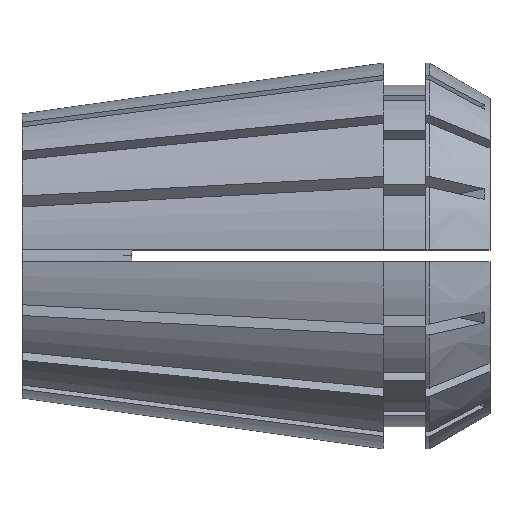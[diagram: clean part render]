
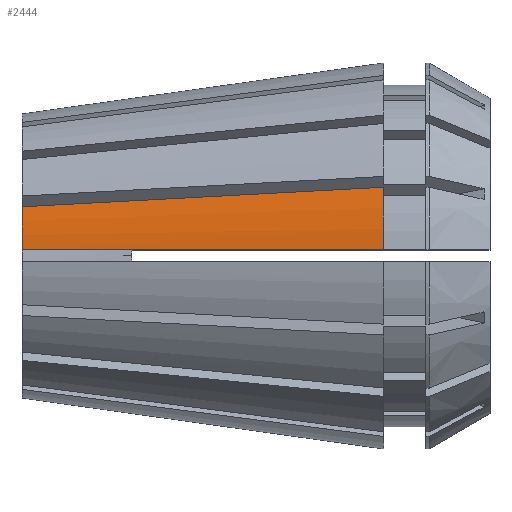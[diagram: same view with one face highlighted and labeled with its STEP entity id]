
A CAD part, top view. The second image highlights one B-rep face of the part: STEP entity #2444.
In plain terms, the highlighted conical face has half-angle 8 degrees and reference radius 16.5 mm.
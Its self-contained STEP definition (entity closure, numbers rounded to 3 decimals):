
#285 = CARTESIAN_POINT ( 'NONE',  ( 27.645, 5.674, 15.006 ) ) ;
#287 = CARTESIAN_POINT ( 'NONE',  ( 30.9, 5.85, 15.429 ) ) ;
#479 = AXIS2_PLACEMENT_3D ( 'NONE', #4618, #2043, #5021 ) ;
#491 = CARTESIAN_POINT ( 'NONE',  ( 27.548, 0.5, 16.021 ) ) ;
#532 = CARTESIAN_POINT ( 'NONE',  ( 1.268, 0.5, 12.326 ) ) ;
#553 = CARTESIAN_POINT ( 'NONE',  ( 2.537, 0.5, 12.504 ) ) ;
#624 = CARTESIAN_POINT ( 'NONE',  ( 30.9, 0.5, 16.493 ) ) ;
#724 = CIRCLE ( 'NONE', #3923, 16.5 ) ;
#844 = EDGE_CURVE ( 'NONE', #4579, #3522, #2079, .T. ) ;
#1018 = DIRECTION ( 'NONE',  ( -1., 0., 0. ) ) ;
#1060 = EDGE_CURVE ( 'NONE', #4474, #3941, #3853, .T. ) ;
#1182 = ORIENTED_EDGE ( 'NONE', *, *, #5311, .F. ) ;
#1366 = DIRECTION ( 'NONE',  ( -1., 0., 0. ) ) ;
#1428 = FACE_OUTER_BOUND ( 'NONE', #1542, .T. ) ;
#1542 = EDGE_LOOP ( 'NONE', ( #4518, #1182, #3701, #4238 ) ) ;
#1838 = AXIS2_PLACEMENT_3D ( 'NONE', #4771, #1366, #3069 ) ;
#1879 = DIRECTION ( 'NONE',  ( 0., 0., 1. ) ) ;
#1920 = CARTESIAN_POINT ( 'NONE',  ( 0., 4.187, 11.414 ) ) ;
#1939 = CARTESIAN_POINT ( 'NONE',  ( 7.045, 4.566, 12.33 ) ) ;
#2043 = DIRECTION ( 'NONE',  ( 1., 0., 0. ) ) ;
#2079 = B_SPLINE_CURVE_WITH_KNOTS ( 'NONE', 3,
 ( #3465, #2596, #491, #3944, #2233, #5213, #3008, #553, #532, #5284 ),
 .UNSPECIFIED., .F., .F.,
 ( 4, 3, 3, 4 ),
 ( 0.056, 0.061, 0.083, 0.087 ),
 .UNSPECIFIED. ) ;
#2233 = CARTESIAN_POINT ( 'NONE',  ( 18.516, 0.5, 14.751 ) ) ;
#2352 = CARTESIAN_POINT ( 'NONE',  ( 0., 4.187, 11.414 ) ) ;
#2364 = CARTESIAN_POINT ( 'NONE',  ( 21.136, 5.324, 14.16 ) ) ;
#2444 = ADVANCED_FACE ( 'NONE', ( #1428 ), #3105, .T. ) ;
#2596 = CARTESIAN_POINT ( 'NONE',  ( 29.224, 0.5, 16.257 ) ) ;
#3008 = CARTESIAN_POINT ( 'NONE',  ( 3.805, 0.5, 12.683 ) ) ;
#3069 = DIRECTION ( 'NONE',  ( 0., 0., 1. ) ) ;
#3105 = CONICAL_SURFACE ( 'NONE', #479, 16.5, 0.14 ) ;
#3218 = CARTESIAN_POINT ( 'NONE',  ( 0., 0.5, 12.147 ) ) ;
#3465 = CARTESIAN_POINT ( 'NONE',  ( 30.9, 0.5, 16.493 ) ) ;
#3522 = VERTEX_POINT ( 'NONE', #3218 ) ;
#3701 = ORIENTED_EDGE ( 'NONE', *, *, #844, .F. ) ;
#3853 = B_SPLINE_CURVE_WITH_KNOTS ( 'NONE', 3,
 ( #1920, #1939, #4910, #2364, #5338, #285, #5051 ),
 .UNSPECIFIED., .F., .F.,
 ( 4, 3, 4 ),
 ( 0., 0.021, 0.031 ),
 .UNSPECIFIED. ) ;
#3923 = AXIS2_PLACEMENT_3D ( 'NONE', #5266, #1018, #1879 ) ;
#3941 = VERTEX_POINT ( 'NONE', #287 ) ;
#3944 = CARTESIAN_POINT ( 'NONE',  ( 25.872, 0.5, 15.786 ) ) ;
#4238 = ORIENTED_EDGE ( 'NONE', *, *, #4994, .T. ) ;
#4474 = VERTEX_POINT ( 'NONE', #2352 ) ;
#4518 = ORIENTED_EDGE ( 'NONE', *, *, #1060, .F. ) ;
#4579 = VERTEX_POINT ( 'NONE', #624 ) ;
#4618 = CARTESIAN_POINT ( 'NONE',  ( 30.9, 0., 0. ) ) ;
#4771 = CARTESIAN_POINT ( 'NONE',  ( 0., 0., 0. ) ) ;
#4910 = CARTESIAN_POINT ( 'NONE',  ( 14.091, 4.945, 13.245 ) ) ;
#4994 = EDGE_CURVE ( 'NONE', #4579, #3941, #724, .T. ) ;
#5021 = DIRECTION ( 'NONE',  ( 0., 0., -1. ) ) ;
#5051 = CARTESIAN_POINT ( 'NONE',  ( 30.9, 5.85, 15.429 ) ) ;
#5139 = CIRCLE ( 'NONE', #1838, 12.158 ) ;
#5213 = CARTESIAN_POINT ( 'NONE',  ( 11.161, 0.5, 13.717 ) ) ;
#5266 = CARTESIAN_POINT ( 'NONE',  ( 30.9, 0., 0. ) ) ;
#5284 = CARTESIAN_POINT ( 'NONE',  ( 0., 0.5, 12.147 ) ) ;
#5311 = EDGE_CURVE ( 'NONE', #3522, #4474, #5139, .T. ) ;
#5338 = CARTESIAN_POINT ( 'NONE',  ( 24.391, 5.499, 14.583 ) ) ;
